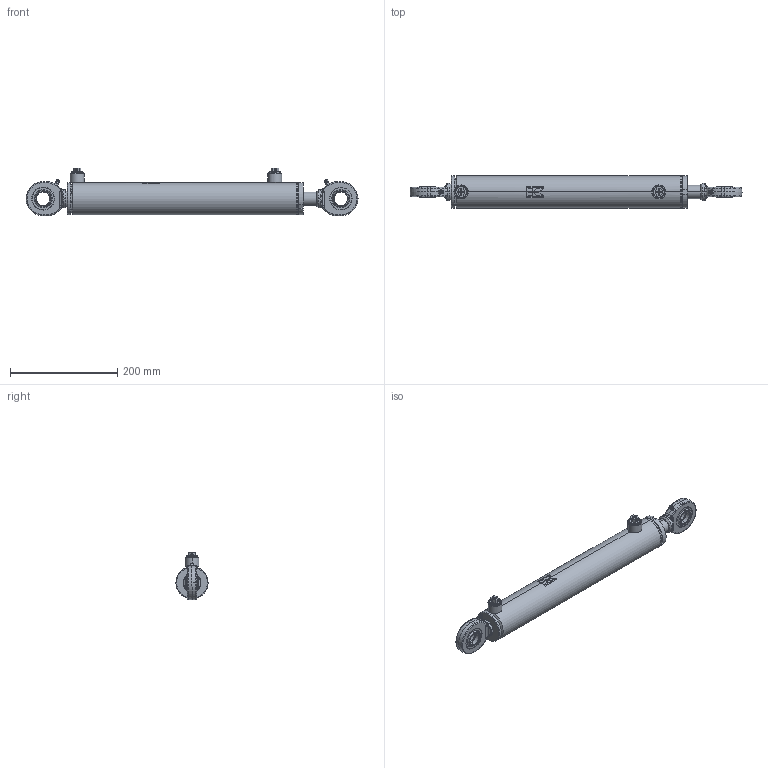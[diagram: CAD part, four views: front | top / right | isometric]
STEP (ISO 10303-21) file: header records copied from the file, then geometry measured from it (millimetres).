
FILE_DESCRIPTION (( 'STEP AP214' ), '1' );
FILE_NAME ('CFGCY0079633-Cylinder.step', '2026-03-09T08:06:56', ( 'Kramp IT' ), ( 'Kramp' ), 'SwSTEP 2.0', 'SolidWorks 2025', '' );
FILE_SCHEMA (( 'AUTOMOTIVE_DESIGN' ));
Length unit declared in the file: millimetre
Products named in the file (20): DS2905015; DS2905013025VM_Simplified; CFGCY0079633-Cylinder; DS2905004VM_Simplified; Tube_Simplified; Tube-MA_Simplified; LSN06E; DC3905001; Tube-WA_Simplified; DS2905013025_Simplified; MATE-AID; DS2905004_Simplified; GK25DO; Rod_Simplified; SPACER_SPACER; Rod-WA_Simplified; GK25DO-RD; GK25DO-EC; SP06M
Assembly tree (21 placements, depth 4):
  CFGCY0079633-Cylinder
    Tube-WA_Simplified
      Tube-MA_Simplified
        Tube_Simplified
        LSN06E
      LSN06E
      DC3905001
        DC3905001
      GK25DO-EC
        GK25DO
    Rod-WA_Simplified
      Rod_Simplified
      GK25DO-RD
        GK25DO
    DS2905013025VM_Simplified
      DS2905013025_Simplified
    DS2905004VM_Simplified
      DS2905004_Simplified
    DS2905015
    SPACER_SPACER
    SP06M  x2
  MATE-AID
Bounding box: 619 x 60 x 89 mm (x, y, z)
Volume: 912380.7 mm3; surface area: 282938.9 mm2
Topology: 21 solids, 21 shells, 672 faces, 1570 edges, 960 vertices
Faces by surface type: cylinder 203, plane 191, cone 140, bspline 108, torus 30
Entity records: 18355 total; most frequent: CARTESIAN_POINT 8109, DIRECTION 2112, ORIENTED_EDGE 1970, EDGE_CURVE 985, AXIS2_PLACEMENT_3D 860, VERTEX_POINT 606, EDGE_LOOP 485, CIRCLE 453
